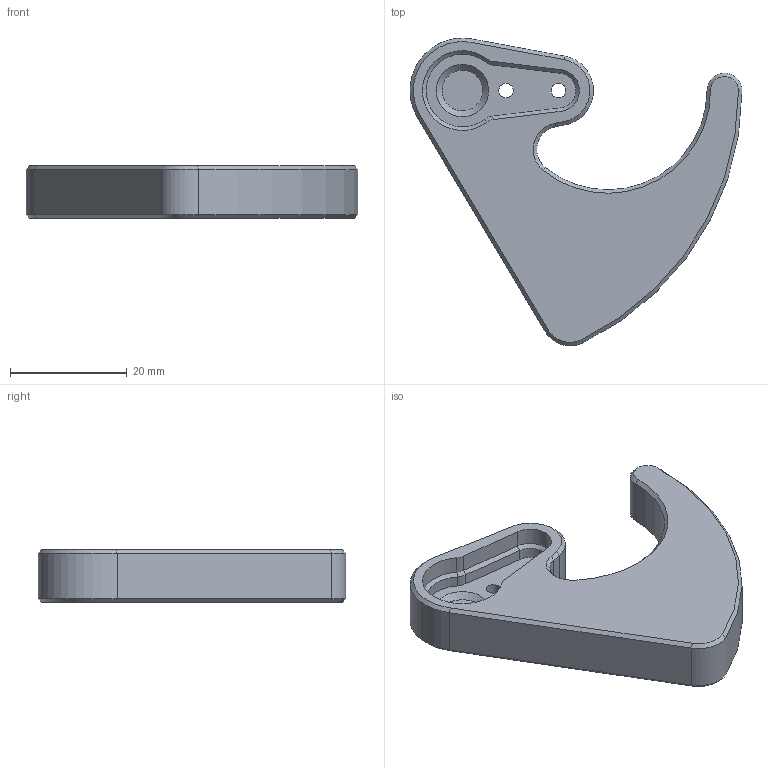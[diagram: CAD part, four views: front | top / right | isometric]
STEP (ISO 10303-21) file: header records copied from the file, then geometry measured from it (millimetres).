
FILE_DESCRIPTION(/* description */ (''),/* implementation_level */ '2;1');
FILE_NAME(/* name */ 'EinHebelSieAlleZuKnechten.stp',/* time_stamp */ '2024-10-02T09:53:33+02:00',/* author */ ('de20559'),/* organization */ (''),/* preprocessor_version */ 'ST-DEVELOPER v20',/* originating_system */ 'Autodesk Inventor 2024',/* authorisation */ '');
FILE_SCHEMA (('AUTOMOTIVE_DESIGN { 1 0 10303 214 3 1 1 }'));
Length unit declared in the file: millimetre
Products named in the file (1): EinHabelSieAlleZuKnechten
Bounding box: 56.99 x 52.81 x 9 mm (x, y, z)
Volume: 12087.5 mm3; surface area: 5187.3 mm2
Topology: 1 solids, 1 shells, 57 faces, 125 edges, 73 vertices
Faces by surface type: cone 21, plane 19, cylinder 17
Full cylindrical faces by diameter (mm): 2.5 x2
Entity records: 1601 total; most frequent: DIRECTION 293, CARTESIAN_POINT 256, ORIENTED_EDGE 250, EDGE_CURVE 125, AXIS2_PLACEMENT_3D 110, LINE 73, VECTOR 73, VERTEX_POINT 72
